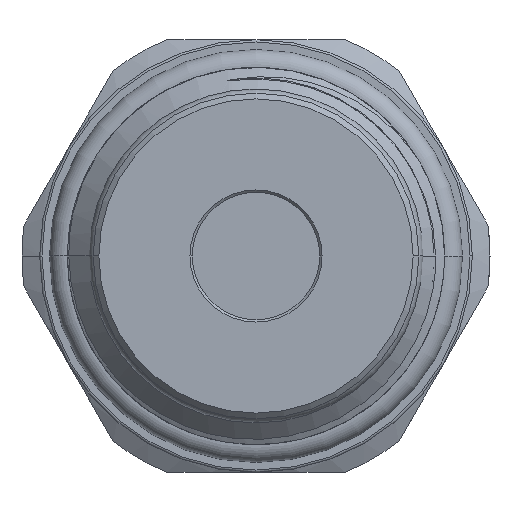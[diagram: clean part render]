
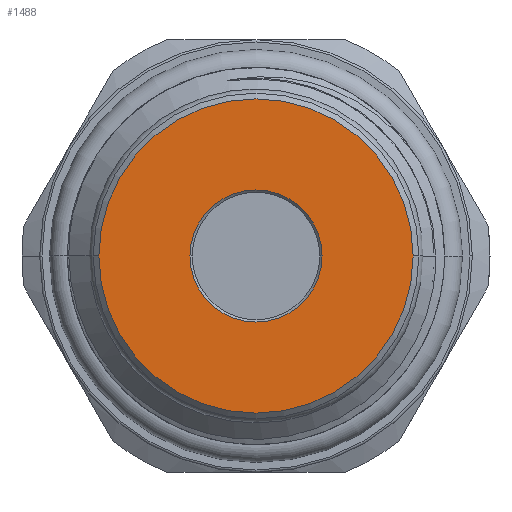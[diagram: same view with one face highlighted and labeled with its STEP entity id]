
A CAD part, left-side view. The second image highlights one B-rep face of the part: STEP entity #1488.
In plain terms, the highlighted planar face has unit normal (-1, 0, 0).
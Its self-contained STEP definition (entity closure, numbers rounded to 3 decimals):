
#16 = CARTESIAN_POINT ( 'NONE',  ( -36.291, 2.831, 0. ) ) ;
#44 = ORIENTED_EDGE ( 'NONE', *, *, #5114, .T. ) ;
#91 = DIRECTION ( 'NONE',  ( 1., 0., 0. ) ) ;
#116 = DIRECTION ( 'NONE',  ( 0., -1., 0. ) ) ;
#130 = ORIENTED_EDGE ( 'NONE', *, *, #2135, .T. ) ;
#328 = VERTEX_POINT ( 'NONE', #4698 ) ;
#573 = CARTESIAN_POINT ( 'NONE',  ( -36.291, -2.969, 0. ) ) ;
#877 = VERTEX_POINT ( 'NONE', #1952 ) ;
#1032 = EDGE_LOOP ( 'NONE', ( #5960, #4366 ) ) ;
#1360 = FACE_OUTER_BOUND ( 'NONE', #1032, .T. ) ;
#1488 = ADVANCED_FACE ( 'NONE', ( #2677, #1360 ), #5642, .T. ) ;
#1513 = DIRECTION ( 'NONE',  ( 0., -1., 0. ) ) ;
#1598 = DIRECTION ( 'NONE',  ( 1., 0., 0. ) ) ;
#1663 = AXIS2_PLACEMENT_3D ( 'NONE', #3560, #5069, #116 ) ;
#1952 = CARTESIAN_POINT ( 'NONE',  ( -36.291, 8.631, 0. ) ) ;
#2018 = DIRECTION ( 'NONE',  ( -1., 0., 0. ) ) ;
#2078 = CARTESIAN_POINT ( 'NONE',  ( -36.291, 2.831, 0. ) ) ;
#2135 = EDGE_CURVE ( 'NONE', #4668, #877, #3759, .T. ) ;
#2281 = CIRCLE ( 'NONE', #1663, 13.8 ) ;
#2677 = FACE_BOUND ( 'NONE', #4389, .T. ) ;
#2678 = CARTESIAN_POINT ( 'NONE',  ( -36.291, 2.831, 0. ) ) ;
#2881 = CARTESIAN_POINT ( 'NONE',  ( -36.291, 2.831, 0. ) ) ;
#3130 = DIRECTION ( 'NONE',  ( -1., 0., 0. ) ) ;
#3352 = CIRCLE ( 'NONE', #5181, 5.8 ) ;
#3560 = CARTESIAN_POINT ( 'NONE',  ( -36.291, 2.831, 0. ) ) ;
#3652 = DIRECTION ( 'NONE',  ( 0., -1., 0. ) ) ;
#3759 = CIRCLE ( 'NONE', #4862, 5.8 ) ;
#3983 = AXIS2_PLACEMENT_3D ( 'NONE', #16, #2018, #1513 ) ;
#4078 = EDGE_CURVE ( 'NONE', #328, #4995, #2281, .T. ) ;
#4366 = ORIENTED_EDGE ( 'NONE', *, *, #4078, .T. ) ;
#4389 = EDGE_LOOP ( 'NONE', ( #130, #44 ) ) ;
#4591 = CIRCLE ( 'NONE', #3983, 13.8 ) ;
#4637 = AXIS2_PLACEMENT_3D ( 'NONE', #2678, #3130, #3652 ) ;
#4668 = VERTEX_POINT ( 'NONE', #573 ) ;
#4698 = CARTESIAN_POINT ( 'NONE',  ( -36.291, -10.969, 0. ) ) ;
#4862 = AXIS2_PLACEMENT_3D ( 'NONE', #2881, #91, #4982 ) ;
#4982 = DIRECTION ( 'NONE',  ( 0., -1., 0. ) ) ;
#4995 = VERTEX_POINT ( 'NONE', #5805 ) ;
#5069 = DIRECTION ( 'NONE',  ( -1., 0., 0. ) ) ;
#5114 = EDGE_CURVE ( 'NONE', #877, #4668, #3352, .T. ) ;
#5181 = AXIS2_PLACEMENT_3D ( 'NONE', #2078, #1598, #6024 ) ;
#5433 = EDGE_CURVE ( 'NONE', #4995, #328, #4591, .T. ) ;
#5642 = PLANE ( 'NONE',  #4637 ) ;
#5805 = CARTESIAN_POINT ( 'NONE',  ( -36.291, 16.631, 0. ) ) ;
#5960 = ORIENTED_EDGE ( 'NONE', *, *, #5433, .T. ) ;
#6024 = DIRECTION ( 'NONE',  ( 0., -1., 0. ) ) ;
